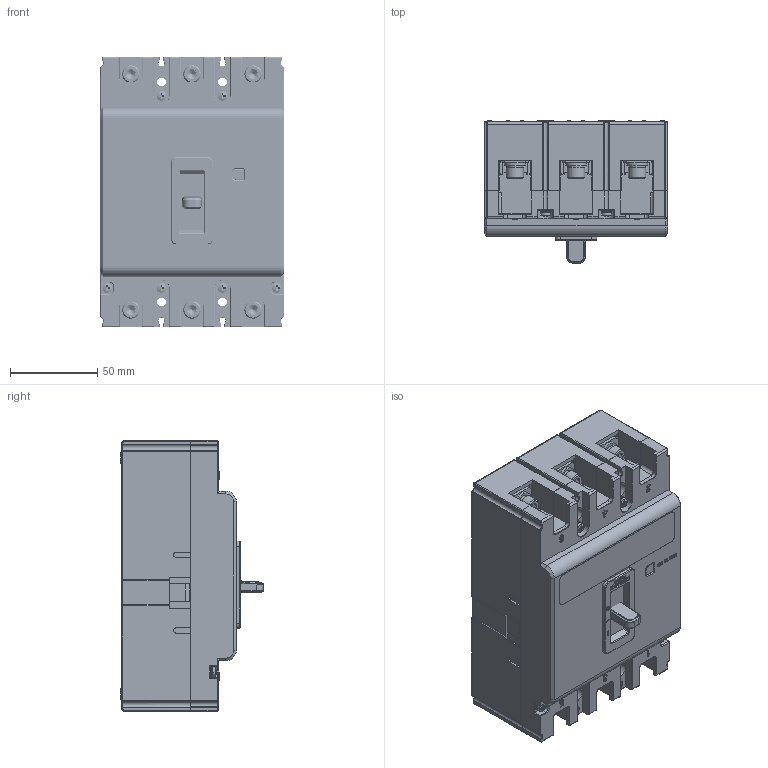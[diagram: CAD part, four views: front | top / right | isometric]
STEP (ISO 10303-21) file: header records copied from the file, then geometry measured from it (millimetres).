
FILE_DESCRIPTION((''),'2;1');
FILE_NAME('DZ20-100_ASM','2023-11-07T',('xianrao.mao'),(''),'PRO/ENGINEER BY PARAMETRIC TECHNOLOGY CORPORATION, 2015440','PRO/ENGINEER BY PARAMETRIC TECHNOLOGY CORPORATION, 2015440','');
FILE_SCHEMA(('CONFIG_CONTROL_DESIGN'));
Products named in the file (40): JZ-5024051100_2; GB_T809-M3X12_8; 5024051100_ASM_15_ASM; 8315114400_12; 8282071100_3; 8253076700_3; 5315065700_ASM_5_ASM; 8040025700_2_ASM; 5612030400_ASM_1_ASM; 8551032800_1; 5551069200_ASM_1_ASM; 5551069300_ASM_2_ASM; 8253057100_1; 8865077900_AF0_1; 8865078000_AF0_1; 5253022600_ASM_5_ASM; 8742102100_1; 55510690A0_ASM_9_ASM; 85050240P01_1_ASM; 85050240P02_1_ASM; 85850637A0_8; 5551128300_ASM_3_ASM; 5551130700_ASM_3_ASM; 8742101200_1; 8742101100_2; 5740017800_ASM_1_ASM; 7010100312J_GB_T823_M3X20_2; 7090300201_GB_T93_3_2; GB_T97_4_3_2; 5850006000_ASM_3_ASM; 5850006100_ASM_1_ASM; 8750004000_15; 8946008800_2; 8760006100_2; 7010600302J_GB_T70_1_M6X16_2; 7090300601J_GB_T93_6_2; GB_T97_1-6_3; 5850012200_ASM_2_ASM; 2253055600_ASM_5_ASM; DZ20-100_ASM
Assembly tree (88 placements, depth 5):
  DZ20-100_ASM
    2253055600_ASM_5_ASM
      5024051100_ASM_15_ASM
        JZ-5024051100_2
        GB_T809-M3X12_8  x6
      5315065700_ASM_5_ASM
        8315114400_12
        8282071100_3
        8253076700_3
      5612030400_ASM_1_ASM  x3
        8040025700_2_ASM
      5551069300_ASM_2_ASM  x3
        5551069200_ASM_1_ASM
          8551032800_1
      5253022600_ASM_5_ASM
        8253057100_1
        8865077900_AF0_1
        8865078000_AF0_1
      8742102100_1
      5551128300_ASM_3_ASM  x3
        55510690A0_ASM_9_ASM
        85050240P01_1_ASM
        85050240P02_1_ASM
        85850637A0_8
      5551130700_ASM_3_ASM  x3
        55510690A0_ASM_9_ASM
        85050240P01_1_ASM
        85050240P02_1_ASM
        85850637A0_8
      8742101200_1  x3
      8742101100_2  x3
      5740017800_ASM_1_ASM  x3
      5850006000_ASM_3_ASM  x6
        7010100312J_GB_T823_M3X20_2
        7090300201_GB_T93_3_2
        GB_T97_4_3_2
      5850006100_ASM_1_ASM  x7
      8750004000_15
      8946008800_2  x6
      8760006100_2  x6
      5850012200_ASM_2_ASM  x6
        7010600302J_GB_T70_1_M6X16_2
        7090300601J_GB_T93_6_2
        GB_T97_1-6_3
Bounding box: 105 x 81.69 x 155 mm (x, y, z)
Volume: 893749.4 mm3; surface area: 210189.1 mm2
Topology: 78 solids, 104 shells, 5061 faces, 13295 edges, 8504 vertices
Faces by surface type: plane 2541, cylinder 1598, torus 404, cone 206, extrusion 110, bspline 106, sphere 96
Entity records: 117434 total; most frequent: CARTESIAN_POINT 29477, ORIENTED_EDGE 18374, DIRECTION 17953, EDGE_CURVE 9195, VECTOR 6113, LINE 6003, VERTEX_POINT 5929, AXIS2_PLACEMENT_3D 5920
